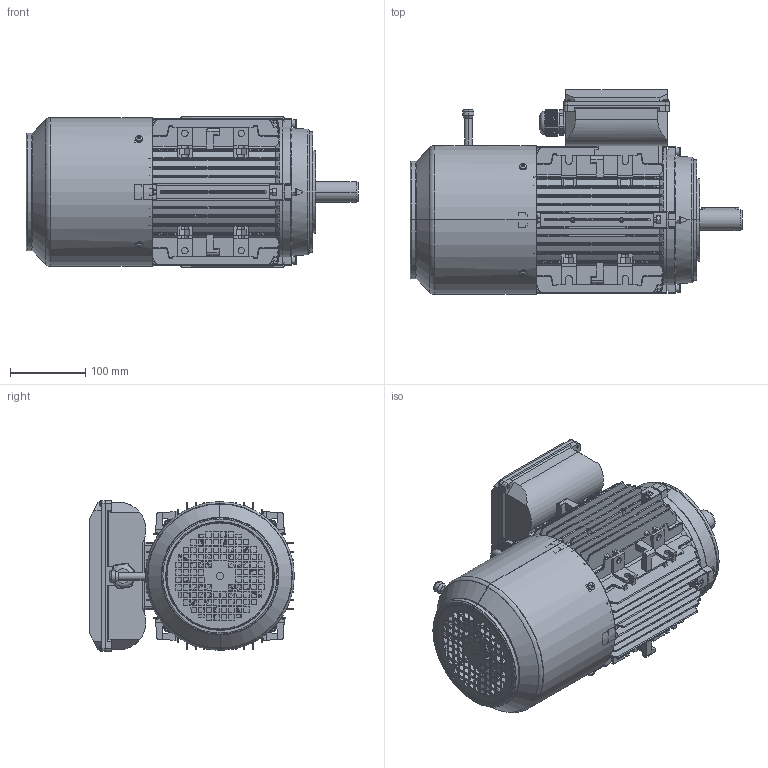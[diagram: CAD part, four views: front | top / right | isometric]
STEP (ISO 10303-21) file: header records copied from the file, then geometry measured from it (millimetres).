
FILE_DESCRIPTION (( 'STEP AP203' ), '1' );
FILE_NAME ('TB100 B14(ML諉盄碟ｊ倰).STEP', '2021-11-30T07:18:37', ( '' ), ( '' ), 'SwSTEP 2.0', 'SolidWorks 2014', '' );
FILE_SCHEMA (( 'CONFIG_CONTROL_DESIGN' ));
Length unit declared in the file: millimetre
Products named in the file (16): ML112諉盄碟蚾饜极; Hexagon nuts grade C GB_GB_FASTENER_NUT_SNC1 M6-N; TB100瑞欶; Plain parallel keys_GB_CONNECTING_PIECE_KEYS_CSK 8X50; ML100-ML112諉盄碟釱(臏); TB100蛌粣; TB100 B14(ML諉盄碟ｊ倰); Hexagon socket head cap screws GB_GB_FASTENER_SCREWS_HSHCS M6X30-N; 112-132堤盄蹟杶; TA100B14楊擘1; ML100-ML112諉盄碟裔(臏); T100儂褲; 100怢宒瑞珔; Cross recessed thread forming screws GB_GB_CROSS_SCREWS_TYPE138 M5X12-N; Cross recessed thread forming screws GB_GB_CROSS_SCREWS_TYPE138 M4X10-N; TB100綴裔
Assembly tree (35 placements, depth 3):
  TB100 B14(ML諉盄碟ｊ倰)
    T100儂褲
    Hexagon nuts grade C GB_GB_FASTENER_NUT_SNC1 M6-N  x8
    Hexagon socket head cap screws GB_GB_FASTENER_SCREWS_HSHCS M6X30-N  x8
    Cross recessed thread forming screws GB_GB_CROSS_SCREWS_TYPE138 M5X12-N  x4
    Plain parallel keys_GB_CONNECTING_PIECE_KEYS_CSK 8X50
    TA100B14楊擘1
    TB100綴裔
    TB100蛌粣
    100怢宒瑞珔
    TB100瑞欶
    ML112諉盄碟蚾饜极
      112-132堤盄蹟杶
      Cross recessed thread forming screws GB_GB_CROSS_SCREWS_TYPE138 M4X10-N  x4
      ML100-ML112諉盄碟釱(臏)
      ML100-ML112諉盄碟裔(臏)
Bounding box: 442 x 272.55 x 201 mm (x, y, z)
Volume: 2026143.8 mm3; surface area: 1238757.5 mm2
Topology: 35 solids, 35 shells, 4437 faces, 11896 edges, 7521 vertices
Faces by surface type: plane 2313, cylinder 1099, bspline 537, cone 274, torus 190, sphere 24
Entity records: 147261 total; most frequent: CARTESIAN_POINT 49426, ORIENTED_EDGE 21556, DIRECTION 17788, EDGE_CURVE 10778, VERTEX_POINT 6886, VECTOR 5966, LINE 5966, AXIS2_PLACEMENT_3D 5911
